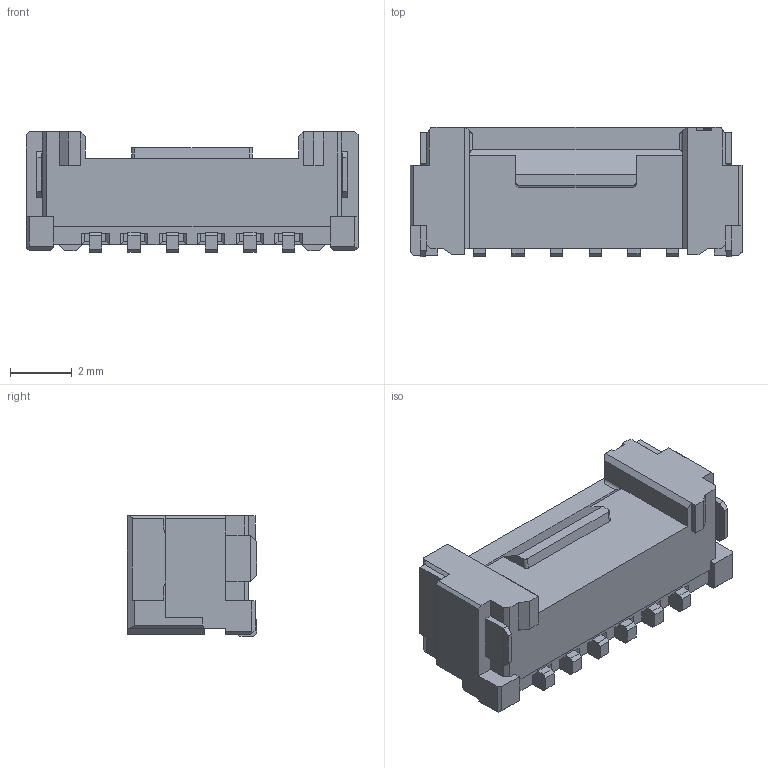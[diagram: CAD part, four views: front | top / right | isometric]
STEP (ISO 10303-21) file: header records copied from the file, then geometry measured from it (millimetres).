
FILE_DESCRIPTION(('FreeCAD Model'),'2;1');
FILE_NAME('Open CASCADE Shape Model','2026-01-09T19:30:18',(''),(''), 'Open CASCADE STEP processor 7.7','FreeCAD','Unknown');
FILE_SCHEMA(('AUTOMOTIVE_DESIGN { 1 0 10303 214 1 1 1 1 }'));
Length unit declared in the file: millimetre
Products named in the file (3): 5055680671; COMPOUND002; COMPOUND
Assembly tree (2 placements, depth 3):
  5055680671
    COMPOUND002
      COMPOUND
Bounding box: 10.75 x 4.2 x 3.9 mm (x, y, z)
Volume: 83.8 mm3; surface area: 292.6 mm2
Topology: 1 solids, 1 shells, 365 faces, 1045 edges, 682 vertices
Faces by surface type: plane 322, cylinder 39, cone 4
Entity records: 26813 total; most frequent: CARTESIAN_POINT 4849, DIRECTION 3883, LINE 2955, VECTOR 2955, ORIENTED_EDGE 2090, PCURVE 2090, DEFINITIONAL_REPRESENTATION 2090, EDGE_CURVE 1045
